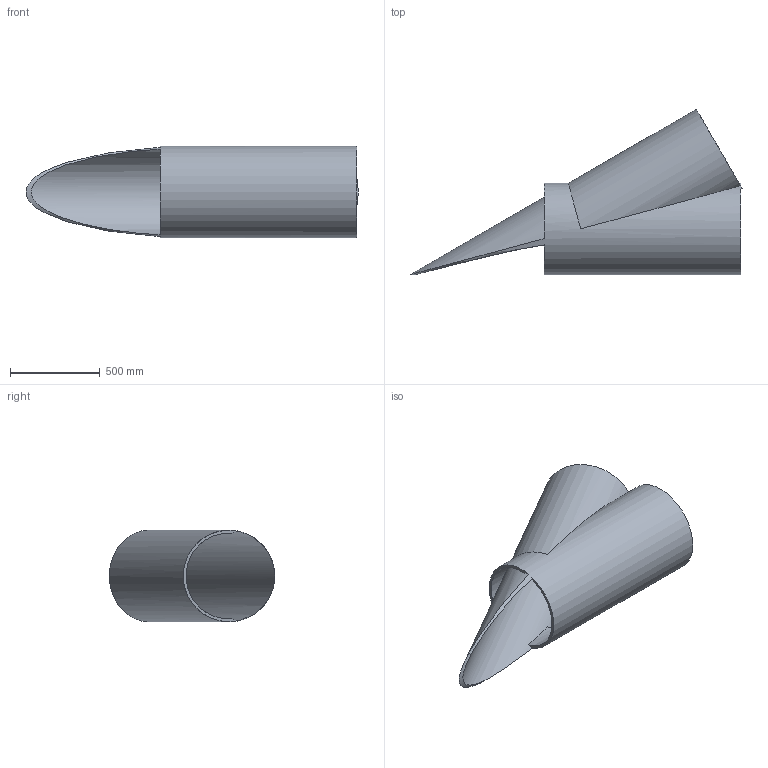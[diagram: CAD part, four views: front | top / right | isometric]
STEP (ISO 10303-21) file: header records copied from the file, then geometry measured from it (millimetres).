
FILE_DESCRIPTION(/* description */ (''),/* implementation_level */ '2;1');
FILE_NAME(/* name */ 'LAT-S20-SCH40-30.stp',/* time_stamp */ '2023-11-21T17:38:03-05:00',/* author */ ('Admin'),/* organization */ (''),/* preprocessor_version */ 'ST-DEVELOPER v19',/* originating_system */ 'Autodesk Inventor 2023',/* authorisation */ '');
FILE_SCHEMA (('AUTOMOTIVE_DESIGN { 1 0 10303 214 3 1 1 }'));
Length unit declared in the file: inch
Products named in the file (1): LAT-S20-SCH40-30
Bounding box: 1844.52 x 918.47 x 508 mm (x, y, z)
Volume: 45400707.3 mm3; surface area: 6001326.9 mm2
Topology: 1 solids, 1 shells, 17 faces, 44 edges, 25 vertices
Faces by surface type: cylinder 10, plane 7
Full cylindrical faces by diameter (mm): 477.876 x1, 508 x1
Entity records: 866 total; most frequent: CARTESIAN_POINT 379, DIRECTION 111, ORIENTED_EDGE 88, AXIS2_PLACEMENT_3D 53, EDGE_CURVE 44, VERTEX_POINT 25, ELLIPSE 18, FACE_OUTER_BOUND 17
